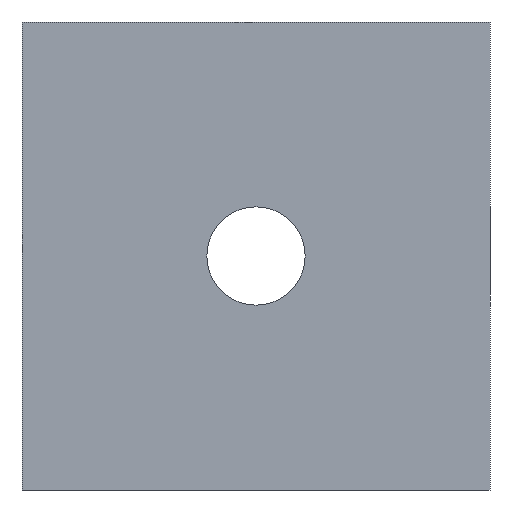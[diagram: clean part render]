
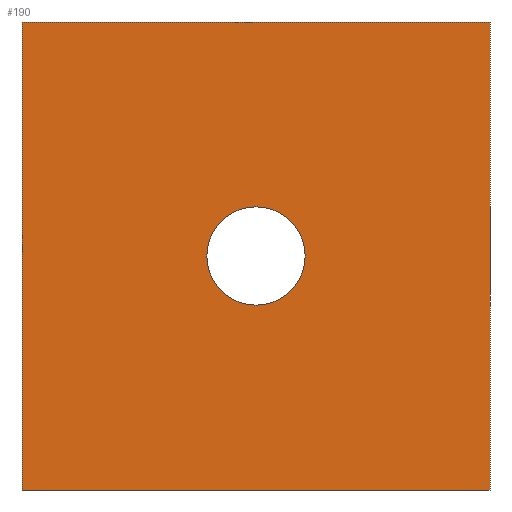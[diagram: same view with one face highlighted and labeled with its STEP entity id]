
A CAD part, left-side view. The second image highlights one B-rep face of the part: STEP entity #190.
In plain terms, the highlighted planar face has unit normal (-1, 0, 0).
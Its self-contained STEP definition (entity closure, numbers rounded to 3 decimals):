
#15=FACE_BOUND('',#43,.T.);
#22=PLANE('',#224);
#32=FACE_OUTER_BOUND('',#42,.T.);
#42=EDGE_LOOP('',(#159,#160,#161,#162));
#43=EDGE_LOOP('',(#163));
#59=LINE('',#308,#79);
#66=LINE('',#320,#86);
#67=LINE('',#322,#87);
#68=LINE('',#323,#88);
#79=VECTOR('',#255,1000.);
#86=VECTOR('',#264,1000.);
#87=VECTOR('',#267,1000.);
#88=VECTOR('',#268,1000.);
#91=CIRCLE('',#216,4.2);
#95=VERTEX_POINT('',#281);
#105=VERTEX_POINT('',#305);
#106=VERTEX_POINT('',#307);
#108=VERTEX_POINT('',#313);
#110=VERTEX_POINT('',#318);
#111=EDGE_CURVE('',#95,#95,#91,.T.);
#123=EDGE_CURVE('',#105,#106,#59,.T.);
#130=EDGE_CURVE('',#108,#110,#66,.T.);
#131=EDGE_CURVE('',#106,#110,#67,.T.);
#132=EDGE_CURVE('',#105,#108,#68,.T.);
#159=ORIENTED_EDGE('',*,*,#130,.T.);
#160=ORIENTED_EDGE('',*,*,#131,.F.);
#161=ORIENTED_EDGE('',*,*,#123,.F.);
#162=ORIENTED_EDGE('',*,*,#132,.T.);
#163=ORIENTED_EDGE('',*,*,#111,.T.);
#190=ADVANCED_FACE('',(#32,#15),#22,.F.);
#216=AXIS2_PLACEMENT_3D('',#282,#233,#234);
#224=AXIS2_PLACEMENT_3D('',#321,#265,#266);
#233=DIRECTION('center_axis',(1.,0.,0.));
#234=DIRECTION('ref_axis',(0.,0.,-1.));
#255=DIRECTION('',(0.,-1.,0.));
#264=DIRECTION('',(0.,-1.,0.));
#265=DIRECTION('center_axis',(1.,0.,0.));
#266=DIRECTION('ref_axis',(0.,0.,-1.));
#267=DIRECTION('',(0.,0.,-1.));
#268=DIRECTION('',(0.,0.,-1.));
#281=CARTESIAN_POINT('',(0.,20.,24.2));
#282=CARTESIAN_POINT('Origin',(0.,20.,20.));
#305=CARTESIAN_POINT('',(0.,40.,40.));
#307=CARTESIAN_POINT('',(0.,0.,40.));
#308=CARTESIAN_POINT('',(0.,0.,40.));
#313=CARTESIAN_POINT('',(0.,40.,0.));
#318=CARTESIAN_POINT('',(0.,0.,0.));
#320=CARTESIAN_POINT('',(0.,0.,0.));
#321=CARTESIAN_POINT('Origin',(0.,0.,40.));
#322=CARTESIAN_POINT('',(0.,0.,40.));
#323=CARTESIAN_POINT('',(0.,40.,40.));
